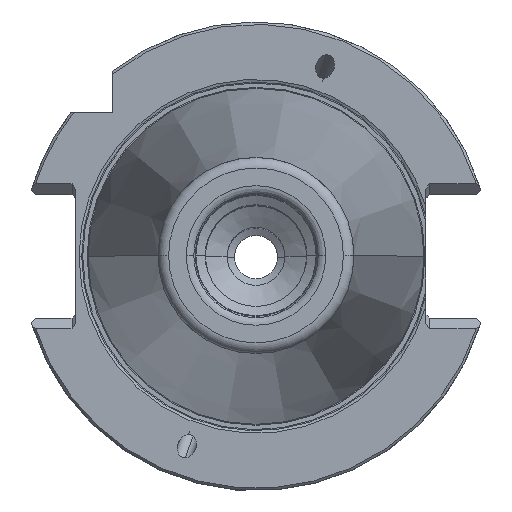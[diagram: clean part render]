
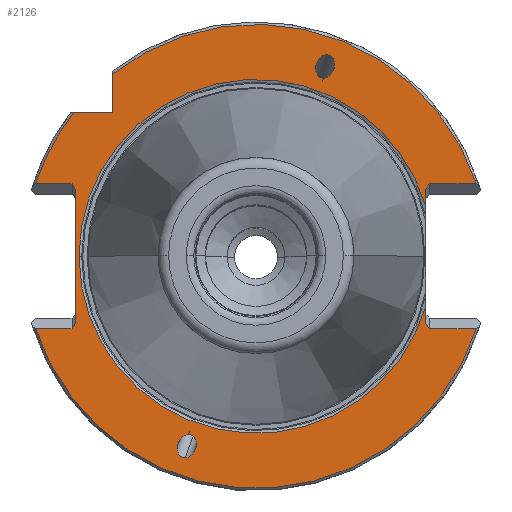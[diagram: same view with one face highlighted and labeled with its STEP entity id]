
A CAD part, top view. The second image highlights one B-rep face of the part: STEP entity #2126.
In plain terms, the highlighted planar face has unit normal (0, 0, 1).
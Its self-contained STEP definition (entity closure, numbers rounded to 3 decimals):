
#1084=VERTEX_POINT('NONE',#2947);
#1098=VERTEX_POINT('NONE',#2963);
#1138=VERTEX_POINT('NONE',#3008);
#1144=EDGE_CURVE('NONE',#2254,#2740,#3014,.T.);
#1200=EDGE_CURVE('NONE',#1336,#2228,#3078,.T.);
#1218=EDGE_CURVE('NONE',#1404,#2038,#3099,.T.);
#1254=VERTEX_POINT('NONE',#3140);
#1278=EDGE_CURVE('NONE',#1084,#2676,#3166,.T.);
#1314=VERTEX_POINT('NONE',#3205);
#1336=VERTEX_POINT('NONE',#3231);
#1394=EDGE_CURVE('NONE',#1098,#2296,#3290,.T.);
#1404=VERTEX_POINT('NONE',#3300);
#1442=EDGE_CURVE('NONE',#2228,#1842,#3340,.T.);
#1514=EDGE_CURVE('NONE',#1138,#2038,#3420,.T.);
#1592=EDGE_CURVE('NONE',#2676,#2024,#3504,.T.);
#1606=EDGE_CURVE('NONE',#1940,#2418,#3518,.T.);
#1642=EDGE_CURVE('NONE',#1940,#2024,#3558,.T.);
#1650=EDGE_CURVE('NONE',#2740,#1842,#3566,.T.);
#1656=EDGE_CURVE('NONE',#2256,#1254,#3572,.T.);
#1686=VERTEX_POINT('NONE',#3604);
#1690=EDGE_CURVE('NONE',#1254,#2256,#3608,.T.);
#1724=VERTEX_POINT('NONE',#3643);
#1842=VERTEX_POINT('NONE',#3773);
#1940=VERTEX_POINT('NONE',#3881);
#1990=EDGE_CURVE('NONE',#1314,#1686,#3941,.T.);
#2000=EDGE_CURVE('NONE',#1724,#1138,#3952,.T.);
#2024=VERTEX_POINT('NONE',#3982);
#2038=VERTEX_POINT('NONE',#3997);
#2126=ADVANCED_FACE('NONE',(#4101,#4102,#4103),#4104,.F.);
#2200=EDGE_CURVE('NONE',#2296,#1098,#4190,.T.);
#2204=VERTEX_POINT('NONE',#4194);
#2228=VERTEX_POINT('NONE',#4221);
#2254=VERTEX_POINT('NONE',#4249);
#2256=VERTEX_POINT('NONE',#4251);
#2296=VERTEX_POINT('NONE',#4295);
#2348=EDGE_CURVE('NONE',#2418,#1404,#4350,.T.);
#2400=EDGE_CURVE('NONE',#2498,#1686,#4411,.T.);
#2418=VERTEX_POINT('NONE',#4431);
#2498=VERTEX_POINT('NONE',#4520);
#2512=EDGE_CURVE('NONE',#1314,#2204,#4535,.T.);
#2580=EDGE_CURVE('NONE',#1724,#1336,#4609,.T.);
#2608=EDGE_CURVE('NONE',#1084,#2498,#4641,.T.);
#2676=VERTEX_POINT('NONE',#4717);
#2720=EDGE_CURVE('NONE',#2254,#2204,#4766,.T.);
#2740=VERTEX_POINT('NONE',#4789);
#2947=CARTESIAN_POINT('',(-37.876,29.85,-1.5));
#2963=CARTESIAN_POINT('',(14.027,37.047,-1.5));
#3008=CARTESIAN_POINT('',(-36.786,0.,-1.5));
#3014=LINE('',#5171,#5172);
#3078=LINE('',#5273,#5274);
#3099=LINE('',#5300,#5301);
#3140=CARTESIAN_POINT('',(-14.702,-41.887,-1.5));
#3166=LINE('',#5407,#5408);
#3205=CARTESIAN_POINT('',(-37.5,13.989,-1.5));
#3231=CARTESIAN_POINT('',(35.3,-13.989,-1.5));
#3290=(B_SPLINE_CURVE(3,(#5624,#5625,#5626,#5627),.UNSPECIFIED.,.F.,.F.)B_SPLINE_CURVE_WITH_KNOTS((4,4),(3.414,6.555),.UNSPECIFIED.)RATIONAL_B_SPLINE_CURVE((1.0,0.333,0.333,1.0))BOUNDED_CURVE()REPRESENTATION_ITEM('')GEOMETRIC_REPRESENTATION_ITEM()CURVE());
#3300=CARTESIAN_POINT('',(35.3,13.989,-1.5));
#3340=LINE('',#5715,#5716);
#3420=CIRCLE('',#5879,36.786);
#3504=LINE('',#5997,#5998);
#3518=LINE('',#6021,#6022);
#3558=CIRCLE('',#6072,48.225);
#3566=CIRCLE('',#6081,48.225);
#3572=(B_SPLINE_CURVE(3,(#6090,#6091,#6092,#6093),.UNSPECIFIED.,.F.,.F.)B_SPLINE_CURVE_WITH_KNOTS((4,4),(3.414,6.555),.UNSPECIFIED.)RATIONAL_B_SPLINE_CURVE((1.0,0.333,0.333,1.0))BOUNDED_CURVE()REPRESENTATION_ITEM('')GEOMETRIC_REPRESENTATION_ITEM()CURVE());
#3604=CARTESIAN_POINT('',(-38.25,15.05,-1.5));
#3608=(B_SPLINE_CURVE(3,(#6158,#6159,#6160,#6161),.UNSPECIFIED.,.F.,.F.)B_SPLINE_CURVE_WITH_KNOTS((4,4),(0.272,3.414),.UNSPECIFIED.)RATIONAL_B_SPLINE_CURVE((1.0,0.333,0.333,1.0))BOUNDED_CURVE()REPRESENTATION_ITEM('')GEOMETRIC_REPRESENTATION_ITEM()CURVE());
#3643=CARTESIAN_POINT('',(35.3,-10.348,-1.5));
#3773=CARTESIAN_POINT('',(45.816,-15.05,-1.5));
#3881=CARTESIAN_POINT('',(45.816,15.05,-1.5));
#3941=LINE('',#6712,#6713);
#3952=CIRCLE('',#6738,36.786);
#3982=CARTESIAN_POINT('',(-29.85,37.876,-1.5));
#3997=CARTESIAN_POINT('',(35.3,10.348,-1.5));
#4101=FACE_OUTER_BOUND('',#6947,.T.);
#4102=FACE_BOUND('',#6948,.T.);
#4103=FACE_BOUND('',#6949,.T.);
#4104=PLANE('',#6950);
#4190=(B_SPLINE_CURVE(3,(#7059,#7060,#7061,#7062),.UNSPECIFIED.,.F.,.F.)B_SPLINE_CURVE_WITH_KNOTS((4,4),(0.272,3.414),.UNSPECIFIED.)RATIONAL_B_SPLINE_CURVE((1.0,0.333,0.333,1.0))BOUNDED_CURVE()REPRESENTATION_ITEM('')GEOMETRIC_REPRESENTATION_ITEM()CURVE());
#4194=CARTESIAN_POINT('',(-37.5,-13.989,-1.5));
#4221=CARTESIAN_POINT('',(36.05,-15.05,-1.5));
#4249=CARTESIAN_POINT('',(-38.25,-15.05,-1.5));
#4251=CARTESIAN_POINT('',(-14.027,-37.047,-1.5));
#4295=CARTESIAN_POINT('',(14.702,41.887,-1.5));
#4350=LINE('',#7308,#7309);
#4411=LINE('',#7399,#7400);
#4431=CARTESIAN_POINT('',(36.05,15.05,-1.5));
#4520=CARTESIAN_POINT('',(-45.816,15.05,-1.5));
#4535=LINE('',#7612,#7613);
#4609=LINE('',#7746,#7747);
#4641=CIRCLE('',#7792,48.225);
#4717=CARTESIAN_POINT('',(-29.85,29.85,-1.5));
#4766=LINE('',#7977,#7978);
#4789=CARTESIAN_POINT('',(-45.816,-15.05,-1.5));
#5171=CARTESIAN_POINT('',(-63.9,-15.05,-1.5));
#5172=VECTOR('',#8347,1000.0);
#5273=CARTESIAN_POINT('',(35.013,-13.583,-1.5));
#5274=VECTOR('',#8422,1000.0);
#5300=CARTESIAN_POINT('',(35.3,0.,-1.5));
#5301=VECTOR('',#8454,1000.0);
#5407=CARTESIAN_POINT('',(-52.85,29.85,-1.5));
#5408=VECTOR('',#8527,1000.0);
#5624=CARTESIAN_POINT('',(14.027,37.047,-1.5));
#5625=CARTESIAN_POINT('',(17.923,37.047,-1.5));
#5626=CARTESIAN_POINT('',(18.598,41.887,-1.5));
#5627=CARTESIAN_POINT('',(14.702,41.887,-1.5));
#5715=CARTESIAN_POINT('',(62.5,-15.05,-1.5));
#5716=VECTOR('',#8706,1000.0);
#5879=AXIS2_PLACEMENT_3D('',#8799,#8800,#8801);
#5997=CARTESIAN_POINT('',(-29.85,29.85,-1.5));
#5998=VECTOR('',#8880,1000.0);
#6021=CARTESIAN_POINT('',(62.5,15.05,-1.5));
#6022=VECTOR('',#8895,1000.0);
#6072=AXIS2_PLACEMENT_3D('',#8944,#8945,#8946);
#6081=AXIS2_PLACEMENT_3D('',#8947,#8948,#8949);
#6090=CARTESIAN_POINT('',(-14.027,-37.047,-1.5));
#6091=CARTESIAN_POINT('',(-17.923,-37.047,-1.5));
#6092=CARTESIAN_POINT('',(-18.598,-41.887,-1.5));
#6093=CARTESIAN_POINT('',(-14.702,-41.887,-1.5));
#6158=CARTESIAN_POINT('',(-14.702,-41.887,-1.5));
#6159=CARTESIAN_POINT('',(-10.807,-41.887,-1.5));
#6160=CARTESIAN_POINT('',(-10.132,-37.047,-1.5));
#6161=CARTESIAN_POINT('',(-14.027,-37.047,-1.5));
#6712=CARTESIAN_POINT('',(-29.995,3.376,-1.5));
#6713=VECTOR('',#9391,1000.0);
#6738=AXIS2_PLACEMENT_3D('',#9405,#9406,#9407);
#6947=EDGE_LOOP('',(#9629,#9630,#9631,#9632,#9633,#9634,#9635,#9636,#9637,#9638,#9639,#9640,#9641,#9642,#9643,#9644,#9645,#9646));
#6948=EDGE_LOOP('',(#9647,#9648));
#6949=EDGE_LOOP('',(#9649,#9650));
#6950=AXIS2_PLACEMENT_3D('',#9651,#9652,#9653);
#7059=CARTESIAN_POINT('',(14.702,41.887,-1.5));
#7060=CARTESIAN_POINT('',(10.807,41.887,-1.5));
#7061=CARTESIAN_POINT('',(10.132,37.047,-1.5));
#7062=CARTESIAN_POINT('',(14.027,37.047,-1.5));
#7308=CARTESIAN_POINT('',(35.013,13.583,-1.5));
#7309=VECTOR('',#9917,1000.0);
#7399=CARTESIAN_POINT('',(-63.9,15.05,-1.5));
#7400=VECTOR('',#10001,1000.0);
#7612=CARTESIAN_POINT('',(-37.5,0.,-1.5));
#7613=VECTOR('',#10144,1000.0);
#7746=CARTESIAN_POINT('',(35.3,0.,-1.5));
#7747=VECTOR('',#10220,1000.0);
#7792=AXIS2_PLACEMENT_3D('',#10262,#10263,#10264);
#7977=CARTESIAN_POINT('',(-29.995,-3.376,-1.5));
#7978=VECTOR('',#10415,1000.0);
#8347=DIRECTION('',(-1.0,0.,0.0));
#8422=DIRECTION('',(0.577,-0.816,0.0));
#8454=DIRECTION('',(0.,-1.0,-0.0));
#8527=DIRECTION('',(1.0,0.,0.0));
#8706=DIRECTION('',(1.0,0.,0.0));
#8799=CARTESIAN_POINT('',(0.0,0.0,-1.5));
#8800=DIRECTION('',(0.0,0.0,-1.0));
#8801=DIRECTION('',(1.0,0.,0.0));
#8880=DIRECTION('',(0.,1.0,0.0));
#8895=DIRECTION('',(-1.0,0.,0.0));
#8944=CARTESIAN_POINT('',(0.0,0.0,-1.5));
#8945=DIRECTION('',(0.0,-0.0,1.0));
#8946=DIRECTION('',(1.0,0.,0.0));
#8947=CARTESIAN_POINT('',(0.0,0.0,-1.5));
#8948=DIRECTION('',(0.0,-0.0,1.0));
#8949=DIRECTION('',(1.0,0.,0.0));
#9391=DIRECTION('',(-0.577,0.816,0.0));
#9405=CARTESIAN_POINT('',(0.0,0.0,-1.5));
#9406=DIRECTION('',(0.0,0.0,-1.0));
#9407=DIRECTION('',(1.0,0.,0.0));
#9629=ORIENTED_EDGE('',*,*,#1606,.F.);
#9630=ORIENTED_EDGE('',*,*,#1642,.T.);
#9631=ORIENTED_EDGE('',*,*,#1592,.F.);
#9632=ORIENTED_EDGE('',*,*,#1278,.F.);
#9633=ORIENTED_EDGE('',*,*,#2608,.T.);
#9634=ORIENTED_EDGE('',*,*,#2400,.T.);
#9635=ORIENTED_EDGE('',*,*,#1990,.F.);
#9636=ORIENTED_EDGE('',*,*,#2512,.T.);
#9637=ORIENTED_EDGE('',*,*,#2720,.F.);
#9638=ORIENTED_EDGE('',*,*,#1144,.T.);
#9639=ORIENTED_EDGE('',*,*,#1650,.T.);
#9640=ORIENTED_EDGE('',*,*,#1442,.F.);
#9641=ORIENTED_EDGE('',*,*,#1200,.F.);
#9642=ORIENTED_EDGE('',*,*,#2580,.F.);
#9643=ORIENTED_EDGE('',*,*,#2000,.T.);
#9644=ORIENTED_EDGE('',*,*,#1514,.T.);
#9645=ORIENTED_EDGE('',*,*,#1218,.F.);
#9646=ORIENTED_EDGE('',*,*,#2348,.F.);
#9647=ORIENTED_EDGE('',*,*,#1690,.F.);
#9648=ORIENTED_EDGE('',*,*,#1656,.F.);
#9649=ORIENTED_EDGE('',*,*,#2200,.F.);
#9650=ORIENTED_EDGE('',*,*,#1394,.F.);
#9651=CARTESIAN_POINT('',(0.,-50.0,-1.5));
#9652=DIRECTION('',(0.0,0.0,-1.0));
#9653=DIRECTION('',(-1.0,0.0,0.0));
#9917=DIRECTION('',(-0.577,-0.816,0.0));
#10001=DIRECTION('',(1.0,0.,0.0));
#10144=DIRECTION('',(0.,-1.0,-0.0));
#10220=DIRECTION('',(0.,-1.0,-0.0));
#10262=CARTESIAN_POINT('',(0.0,0.0,-1.5));
#10263=DIRECTION('',(0.0,0.0,1.0));
#10264=DIRECTION('',(1.0,0.,-0.0));
#10415=DIRECTION('',(0.577,0.816,0.0));
